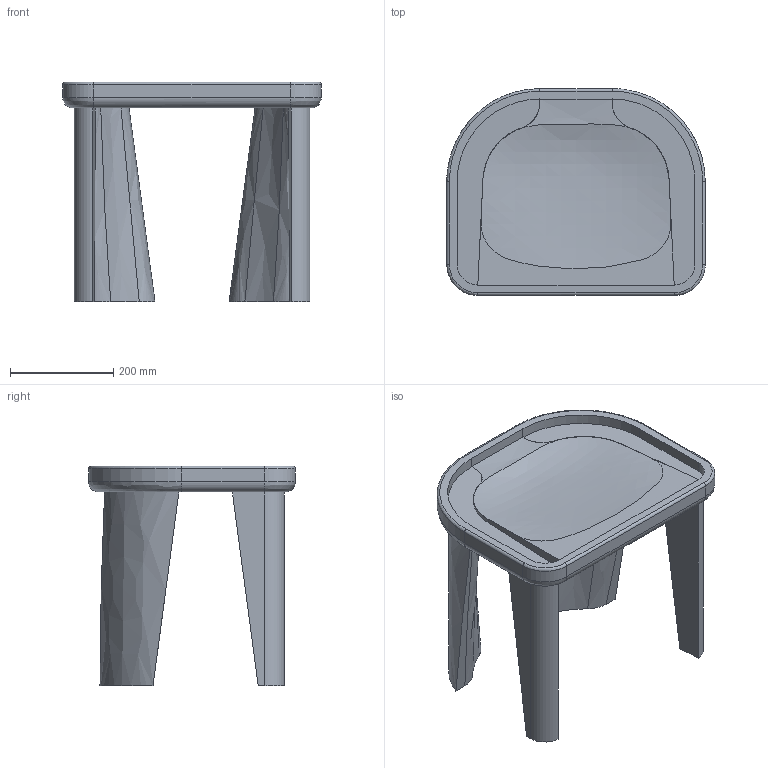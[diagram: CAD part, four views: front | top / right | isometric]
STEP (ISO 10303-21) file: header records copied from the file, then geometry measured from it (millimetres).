
FILE_DESCRIPTION(/* description */ (''),/* implementation_level */ '2;1');
FILE_NAME(/* name */ 'Cluster_CB-122_3D',/* time_stamp */ '2023-10-06T12:13:22+02:00',/* author */ (''),/* organization */ (''),/* preprocessor_version */ 'ST-DEVELOPER v16.5',/* originating_system */ 'Rhino 7.31',/* authorisation */ '');
FILE_SCHEMA (('AUTOMOTIVE_DESIGN'));
Length unit declared in the file: centimetre
Products named in the file (2): Document; Cluster_CB-122
Assembly tree (1 placements, depth 2):
  Document
    Cluster_CB-122
Bounding box: 500 x 400 x 425 mm (x, y, z)
Volume: 13650212.2 mm3; surface area: 904123.2 mm2
Topology: 1 solids, 1 shells, 77 faces, 190 edges, 121 vertices
Faces by surface type: plane 33, bspline 32, cylinder 12
Entity records: 10277 total; most frequent: CARTESIAN_POINT 8996, ORIENTED_EDGE 380, EDGE_CURVE 190, B_SPLINE_CURVE_WITH_KNOTS 140, VERTEX_POINT 121, EDGE_LOOP 83, ADVANCED_FACE 77, FACE_OUTER_BOUND 77
